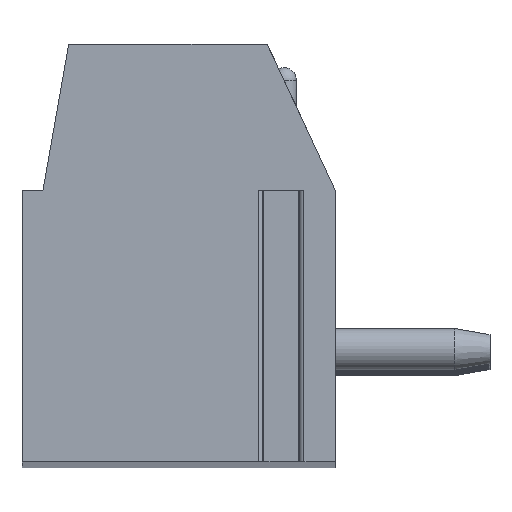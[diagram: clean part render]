
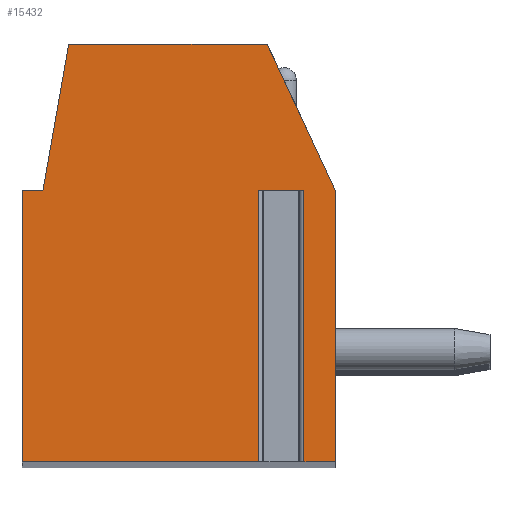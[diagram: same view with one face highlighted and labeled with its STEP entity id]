
A CAD part, top view. The second image highlights one B-rep face of the part: STEP entity #15432.
In plain terms, the highlighted planar face has unit normal (0, 0, 1).
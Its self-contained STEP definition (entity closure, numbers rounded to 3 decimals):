
#13=DIRECTION('',(-1.,0.,0.));
#14=VECTOR('',#13,1.097);
#15=CARTESIAN_POINT('',(2.998,1.5,78.74));
#16=LINE('',#15,#14);
#17=DIRECTION('',(0.,-1.,0.));
#18=VECTOR('',#17,6.5);
#19=CARTESIAN_POINT('',(1.902,1.5,78.74));
#20=LINE('',#19,#18);
#21=DIRECTION('',(1.,0.,0.));
#22=VECTOR('',#21,5.652);
#23=CARTESIAN_POINT('',(-3.75,-5.,78.74));
#24=LINE('',#23,#22);
#25=DIRECTION('',(0.,-1.,0.));
#26=VECTOR('',#25,6.5);
#27=CARTESIAN_POINT('',(-3.75,1.5,78.74));
#28=LINE('',#27,#26);
#29=DIRECTION('',(-1.,0.,0.));
#30=VECTOR('',#29,0.5);
#31=CARTESIAN_POINT('',(-3.25,1.5,78.74));
#32=LINE('',#31,#30);
#33=DIRECTION('',(-0.174,-0.985,0.));
#34=VECTOR('',#33,3.554);
#35=CARTESIAN_POINT('',(-2.633,5.,78.74));
#36=LINE('',#35,#34);
#37=DIRECTION('',(-1.,0.,0.));
#38=VECTOR('',#37,4.751);
#39=CARTESIAN_POINT('',(2.118,5.,78.74));
#40=LINE('',#39,#38);
#41=DIRECTION('',(-0.423,0.906,0.));
#42=VECTOR('',#41,3.862);
#43=CARTESIAN_POINT('',(3.75,1.5,78.74));
#44=LINE('',#43,#42);
#45=DIRECTION('',(0.,1.,0.));
#46=VECTOR('',#45,6.5);
#47=CARTESIAN_POINT('',(3.75,-5.,78.74));
#48=LINE('',#47,#46);
#49=DIRECTION('',(1.,0.,0.));
#50=VECTOR('',#49,0.752);
#51=CARTESIAN_POINT('',(2.998,-5.,78.74));
#52=LINE('',#51,#50);
#53=DIRECTION('',(0.,-1.,0.));
#54=VECTOR('',#53,6.5);
#55=CARTESIAN_POINT('',(2.998,1.5,78.74));
#56=LINE('',#55,#54);
#12239=CARTESIAN_POINT('',(-2.633,5.,78.74));
#12240=CARTESIAN_POINT('',(-3.25,1.5,78.74));
#12241=VERTEX_POINT('',#12239);
#12242=VERTEX_POINT('',#12240);
#12243=CARTESIAN_POINT('',(-3.75,1.5,78.74));
#12244=VERTEX_POINT('',#12243);
#12245=CARTESIAN_POINT('',(-3.75,-5.,78.74));
#12246=VERTEX_POINT('',#12245);
#12247=CARTESIAN_POINT('',(3.75,-5.,78.74));
#12248=CARTESIAN_POINT('',(3.75,1.5,78.74));
#12249=VERTEX_POINT('',#12247);
#12250=VERTEX_POINT('',#12248);
#12251=CARTESIAN_POINT('',(2.118,5.,78.74));
#12252=VERTEX_POINT('',#12251);
#12311=CARTESIAN_POINT('',(2.998,1.5,78.74));
#12312=CARTESIAN_POINT('',(1.902,1.5,78.74));
#12313=VERTEX_POINT('',#12311);
#12314=VERTEX_POINT('',#12312);
#12315=CARTESIAN_POINT('',(1.902,-5.,78.74));
#12316=VERTEX_POINT('',#12315);
#12317=CARTESIAN_POINT('',(2.998,-5.,78.74));
#12318=VERTEX_POINT('',#12317);
#15403=CARTESIAN_POINT('',(0.,0.,78.74));
#15404=DIRECTION('',(0.,0.,1.));
#15405=DIRECTION('',(1.,0.,0.));
#15406=AXIS2_PLACEMENT_3D('',#15403,#15404,#15405);
#15407=PLANE('',#15406);
#15409=ORIENTED_EDGE('',*,*,#15408,.T.);
#15411=ORIENTED_EDGE('',*,*,#15410,.T.);
#15413=ORIENTED_EDGE('',*,*,#15412,.F.);
#15415=ORIENTED_EDGE('',*,*,#15414,.F.);
#15417=ORIENTED_EDGE('',*,*,#15416,.F.);
#15419=ORIENTED_EDGE('',*,*,#15418,.F.);
#15421=ORIENTED_EDGE('',*,*,#15420,.F.);
#15423=ORIENTED_EDGE('',*,*,#15422,.F.);
#15425=ORIENTED_EDGE('',*,*,#15424,.F.);
#15427=ORIENTED_EDGE('',*,*,#15426,.F.);
#15429=ORIENTED_EDGE('',*,*,#15428,.F.);
#15430=EDGE_LOOP('',(#15409,#15411,#15413,#15415,#15417,#15419,#15421,#15423,
#15425,#15427,#15429));
#15431=FACE_OUTER_BOUND('',#15430,.F.);
#15408=EDGE_CURVE('',#12313,#12314,#16,.T.);
#15410=EDGE_CURVE('',#12314,#12316,#20,.T.);
#15412=EDGE_CURVE('',#12246,#12316,#24,.T.);
#15414=EDGE_CURVE('',#12244,#12246,#28,.T.);
#15416=EDGE_CURVE('',#12242,#12244,#32,.T.);
#15418=EDGE_CURVE('',#12241,#12242,#36,.T.);
#15420=EDGE_CURVE('',#12252,#12241,#40,.T.);
#15422=EDGE_CURVE('',#12250,#12252,#44,.T.);
#15424=EDGE_CURVE('',#12249,#12250,#48,.T.);
#15426=EDGE_CURVE('',#12318,#12249,#52,.T.);
#15428=EDGE_CURVE('',#12313,#12318,#56,.T.);
#15432=ADVANCED_FACE('',(#15431),#15407,.T.);
